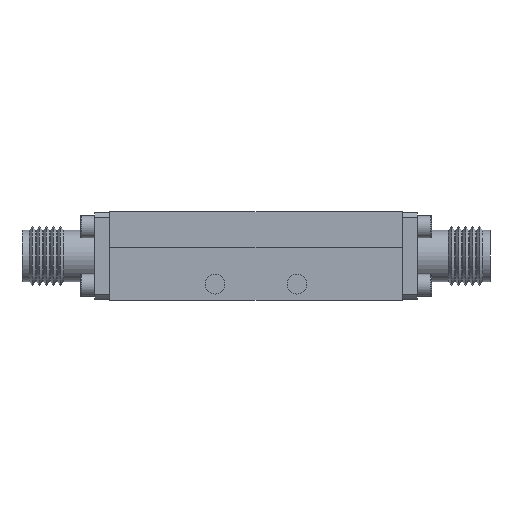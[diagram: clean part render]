
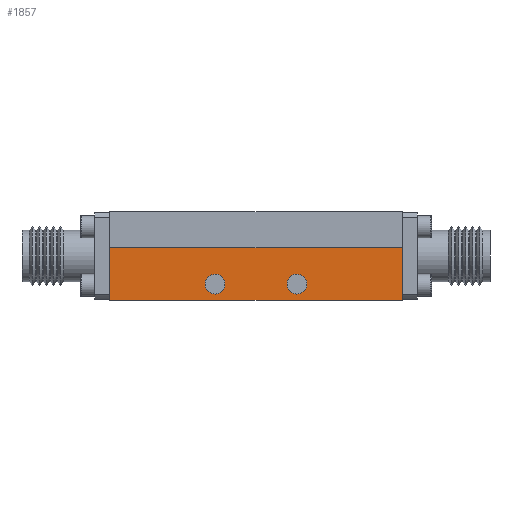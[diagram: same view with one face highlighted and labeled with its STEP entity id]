
A CAD part, front view. The second image highlights one B-rep face of the part: STEP entity #1857.
In plain terms, the highlighted planar face has unit normal (0, -1, 0).
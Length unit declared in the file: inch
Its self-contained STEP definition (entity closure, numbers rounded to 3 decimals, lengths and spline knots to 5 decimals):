
#72=CARTESIAN_POINT('',(0.175,-0.3,-0.19745));
#73=VERTEX_POINT('',#72);
#97=CARTESIAN_POINT('',(0.175,-0.3,-0.11255));
#98=VERTEX_POINT('',#97);
#99=CARTESIAN_POINT('',(0.175,-0.3,-0.155));
#100=DIRECTION('',(0.,1.,0.));
#101=DIRECTION('',(0.,-0.,1.));
#102=AXIS2_PLACEMENT_3D('',#99,#100,#101);
#103=CIRCLE('',#102,0.04245);
#104=EDGE_CURVE('',#98,#73,#103,.T.);
#106=CARTESIAN_POINT('',(0.175,-0.3,-0.155));
#107=DIRECTION('',(0.,1.,0.));
#108=DIRECTION('',(0.,-0.,1.));
#109=AXIS2_PLACEMENT_3D('',#106,#107,#108);
#110=CIRCLE('',#109,0.04245);
#111=EDGE_CURVE('',#73,#98,#110,.T.);
#133=CARTESIAN_POINT('',(-0.175,-0.3,-0.19745));
#134=VERTEX_POINT('',#133);
#158=CARTESIAN_POINT('',(-0.175,-0.3,-0.11255));
#159=VERTEX_POINT('',#158);
#160=CARTESIAN_POINT('',(-0.175,-0.3,-0.155));
#161=DIRECTION('',(0.,1.,0.));
#162=DIRECTION('',(0.,-0.,1.));
#163=AXIS2_PLACEMENT_3D('',#160,#161,#162);
#164=CIRCLE('',#163,0.04245);
#165=EDGE_CURVE('',#159,#134,#164,.T.);
#167=CARTESIAN_POINT('',(-0.175,-0.3,-0.155));
#168=DIRECTION('',(0.,1.,0.));
#169=DIRECTION('',(0.,-0.,1.));
#170=AXIS2_PLACEMENT_3D('',#167,#168,#169);
#171=CIRCLE('',#170,0.04245);
#172=EDGE_CURVE('',#134,#159,#171,.T.);
#465=CARTESIAN_POINT('',(-0.625,-0.3,0.));
#466=VERTEX_POINT('',#465);
#473=CARTESIAN_POINT('',(0.625,-0.3,0.));
#474=VERTEX_POINT('',#473);
#475=CARTESIAN_POINT('',(-0.625,-0.3,0.));
#476=DIRECTION('',(1.,0.,-0.));
#477=VECTOR('',#476,0.49213);
#478=LINE('',#475,#477);
#479=EDGE_CURVE('',#466,#474,#478,.T.);
#1764=CARTESIAN_POINT('',(0.625,-0.3,-0.225));
#1765=VERTEX_POINT('',#1764);
#1766=CARTESIAN_POINT('',(0.625,-0.3,0.));
#1767=DIRECTION('',(0.,0.,-1.));
#1768=VECTOR('',#1767,0.08858);
#1769=LINE('',#1766,#1768);
#1770=EDGE_CURVE('',#474,#1765,#1769,.T.);
#1815=CARTESIAN_POINT('',(-0.625,-0.3,-0.225));
#1816=VERTEX_POINT('',#1815);
#1823=CARTESIAN_POINT('',(-0.625,-0.3,0.));
#1824=DIRECTION('',(0.,0.,-1.));
#1825=VECTOR('',#1824,0.08858);
#1826=LINE('',#1823,#1825);
#1827=EDGE_CURVE('',#466,#1816,#1826,.T.);
#1833=CARTESIAN_POINT('',(0.,-0.3,0.));
#1834=DIRECTION('',(0.,-1.,0.));
#1835=DIRECTION('',(-1.,0.,0.));
#1836=AXIS2_PLACEMENT_3D('',#1833,#1834,#1835);
#1837=PLANE('',#1836);
#1838=ORIENTED_EDGE('',*,*,#104,.T.);
#1839=ORIENTED_EDGE('',*,*,#111,.T.);
#1840=EDGE_LOOP('',(#1838,#1839));
#1841=FACE_BOUND('',#1840,.T.);
#1842=ORIENTED_EDGE('',*,*,#165,.T.);
#1843=ORIENTED_EDGE('',*,*,#172,.T.);
#1844=EDGE_LOOP('',(#1842,#1843));
#1845=FACE_BOUND('',#1844,.T.);
#1846=CARTESIAN_POINT('',(-0.625,-0.3,-0.225));
#1847=DIRECTION('',(1.,0.,-0.));
#1848=VECTOR('',#1847,0.49213);
#1849=LINE('',#1846,#1848);
#1850=EDGE_CURVE('',#1816,#1765,#1849,.T.);
#1851=ORIENTED_EDGE('',*,*,#1850,.T.);
#1852=ORIENTED_EDGE('',*,*,#1770,.F.);
#1853=ORIENTED_EDGE('',*,*,#479,.F.);
#1854=ORIENTED_EDGE('',*,*,#1827,.T.);
#1855=EDGE_LOOP('',(#1851,#1852,#1853,#1854));
#1856=FACE_BOUND('',#1855,.T.);
#1857=ADVANCED_FACE('',(#1841,#1845,#1856),#1837,.T.);
